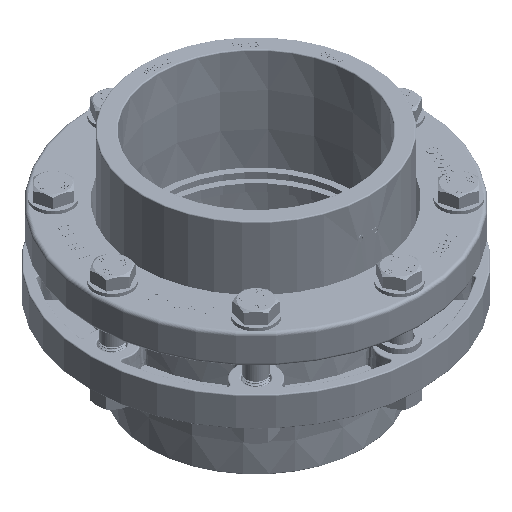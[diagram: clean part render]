
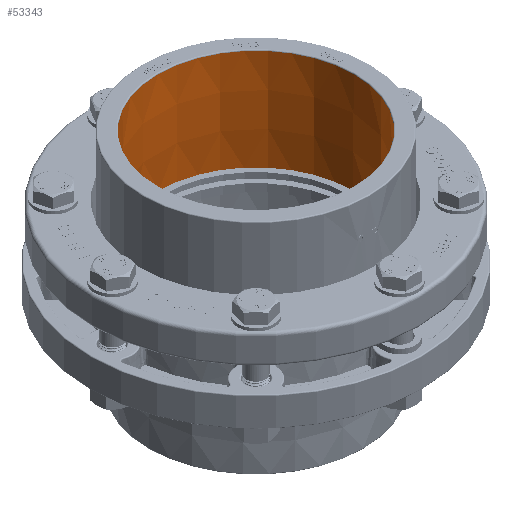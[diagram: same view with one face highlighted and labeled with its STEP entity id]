
A CAD part, isometric view. The second image highlights one B-rep face of the part: STEP entity #53343.
In plain terms, the highlighted conical face has half-angle 0.385 degrees and reference radius 99.85 mm.
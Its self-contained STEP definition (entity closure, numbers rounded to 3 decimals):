
#2094=CONICAL_SURFACE('',#56722,99.85,0.007);
#6009=LINE('',#143457,#9932);
#9932=VECTOR('',#66383,99.85);
#14374=FACE_OUTER_BOUND('',#17644,.T.);
#17644=EDGE_LOOP('',(#49482,#49483,#49484,#49485));
#18788=CIRCLE('',#56721,99.85);
#18789=CIRCLE('',#56723,100.543);
#26463=VERTEX_POINT('',#143453);
#26464=VERTEX_POINT('',#143456);
#34197=EDGE_CURVE('',#26463,#26463,#18788,.T.);
#34198=EDGE_CURVE('',#26463,#26464,#6009,.T.);
#34199=EDGE_CURVE('',#26464,#26464,#18789,.T.);
#49482=ORIENTED_EDGE('',*,*,#34197,.T.);
#49483=ORIENTED_EDGE('',*,*,#34198,.T.);
#49484=ORIENTED_EDGE('',*,*,#34199,.T.);
#49485=ORIENTED_EDGE('',*,*,#34198,.F.);
#53343=ADVANCED_FACE('',(#14374),#2094,.F.);
#56721=AXIS2_PLACEMENT_3D('',#143454,#66379,#66380);
#56722=AXIS2_PLACEMENT_3D('',#143455,#66381,#66382);
#56723=AXIS2_PLACEMENT_3D('',#143458,#66384,#66385);
#66379=DIRECTION('center_axis',(0.,0.,-1.));
#66380=DIRECTION('ref_axis',(1.,0.,0.));
#66381=DIRECTION('center_axis',(0.,0.,1.));
#66382=DIRECTION('ref_axis',(1.,0.,0.));
#66383=DIRECTION('',(-0.007,0.,1.));
#66384=DIRECTION('center_axis',(0.,0.,1.));
#66385=DIRECTION('ref_axis',(-1.,0.,0.));
#143453=CARTESIAN_POINT('',(-99.85,0.,4.8));
#143454=CARTESIAN_POINT('Origin',(0.,0.,4.8));
#143455=CARTESIAN_POINT('Origin',(0.,0.,4.8));
#143456=CARTESIAN_POINT('',(-100.543,0.,108.107));
#143457=CARTESIAN_POINT('',(-99.85,0.,4.8));
#143458=CARTESIAN_POINT('Origin',(0.,0.,108.107));
